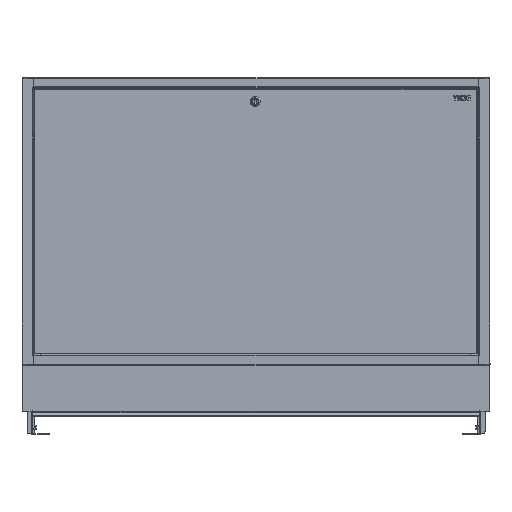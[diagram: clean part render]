
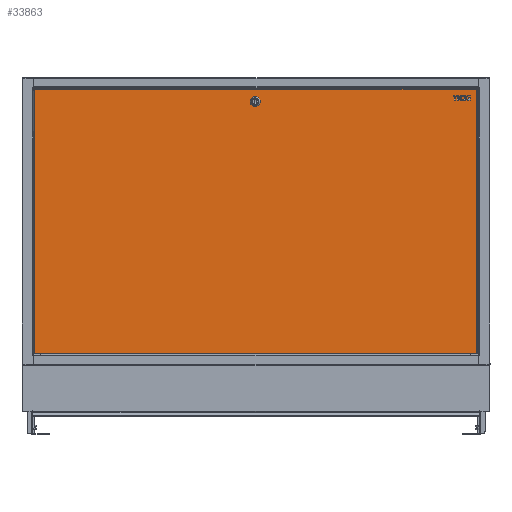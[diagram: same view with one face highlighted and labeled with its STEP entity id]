
A CAD part, top view. The second image highlights one B-rep face of the part: STEP entity #33863.
In plain terms, the highlighted face is planar.
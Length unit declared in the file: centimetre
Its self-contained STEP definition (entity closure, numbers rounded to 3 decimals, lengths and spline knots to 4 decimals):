
#4444=CIRCLE('',#35633,0.2);
#4450=CIRCLE('',#35641,0.2);
#4451=CIRCLE('',#35642,0.2);
#4452=CIRCLE('',#35643,0.2);
#4453=CIRCLE('',#35644,1.);
#4454=CIRCLE('',#35645,1.);
#6096=VERTEX_POINT('',#46604);
#6098=VERTEX_POINT('',#46614);
#6126=VERTEX_POINT('',#46724);
#6138=VERTEX_POINT('',#46752);
#6139=VERTEX_POINT('',#46754);
#6140=VERTEX_POINT('',#46756);
#6141=VERTEX_POINT('',#46758);
#6142=VERTEX_POINT('',#46760);
#6143=VERTEX_POINT('',#46762);
#6144=VERTEX_POINT('',#46764);
#6145=VERTEX_POINT('',#46767);
#6146=VERTEX_POINT('',#46768);
#6147=VERTEX_POINT('',#46770);
#6148=VERTEX_POINT('',#46772);
#9137=VECTOR('',#38668,1.);
#9169=VECTOR('',#38773,1.);
#9170=VECTOR('',#38774,1.);
#9171=VECTOR('',#38777,1.);
#9172=VECTOR('',#38780,1.);
#9173=VECTOR('',#38781,1.);
#9174=VECTOR('',#38786,1.);
#9175=VECTOR('',#38789,1.);
#12613=LINE('',#46613,#9137);
#12645=LINE('',#46751,#9169);
#12646=LINE('',#46753,#9170);
#12647=LINE('',#46757,#9171);
#12648=LINE('',#46761,#9172);
#12649=LINE('',#46763,#9173);
#12650=LINE('',#46769,#9174);
#12651=LINE('',#46773,#9175);
#16217=EDGE_CURVE('',#6096,#6098,#12613,.T.);
#16261=EDGE_CURVE('',#6096,#6126,#4444,.T.);
#16274=EDGE_CURVE('',#6138,#6126,#12645,.T.);
#16275=EDGE_CURVE('',#6139,#6138,#12646,.T.);
#16276=EDGE_CURVE('',#6139,#6140,#4450,.T.);
#16277=EDGE_CURVE('',#6141,#6140,#12647,.T.);
#16278=EDGE_CURVE('',#6141,#6142,#4451,.T.);
#16279=EDGE_CURVE('',#6143,#6142,#12648,.T.);
#16280=EDGE_CURVE('',#6144,#6143,#12649,.T.);
#16281=EDGE_CURVE('',#6144,#6098,#4452,.T.);
#16282=EDGE_CURVE('',#6145,#6146,#4453,.T.);
#16283=EDGE_CURVE('',#6147,#6145,#12650,.T.);
#16284=EDGE_CURVE('',#6148,#6147,#4454,.T.);
#16285=EDGE_CURVE('',#6146,#6148,#12651,.T.);
#21246=ORIENTED_EDGE('',*,*,#16217,.F.);
#21247=ORIENTED_EDGE('',*,*,#16261,.T.);
#21248=ORIENTED_EDGE('',*,*,#16274,.F.);
#21249=ORIENTED_EDGE('',*,*,#16275,.F.);
#21250=ORIENTED_EDGE('',*,*,#16276,.T.);
#21251=ORIENTED_EDGE('',*,*,#16277,.F.);
#21252=ORIENTED_EDGE('',*,*,#16278,.T.);
#21253=ORIENTED_EDGE('',*,*,#16279,.F.);
#21254=ORIENTED_EDGE('',*,*,#16280,.F.);
#21255=ORIENTED_EDGE('',*,*,#16281,.T.);
#21256=ORIENTED_EDGE('',*,*,#16282,.F.);
#21257=ORIENTED_EDGE('',*,*,#16283,.F.);
#21258=ORIENTED_EDGE('',*,*,#16284,.F.);
#21259=ORIENTED_EDGE('',*,*,#16285,.F.);
#29747=EDGE_LOOP('',(#21246,#21247,#21248,#21249,#21250,#21251,#21252,#21253,
#21254,#21255));
#29748=EDGE_LOOP('',(#21256,#21257,#21258,#21259));
#31819=FACE_BOUND('',#29747,.T.);
#31820=FACE_BOUND('',#29748,.T.);
#33863=ADVANCED_FACE('',(#31819,#31820),#56641,.F.);
#35633=AXIS2_PLACEMENT_3D('',#46725,#38752,#38753);
#35640=AXIS2_PLACEMENT_3D('',#46750,#38772,$);
#35641=AXIS2_PLACEMENT_3D('',#46755,#38775,#38776);
#35642=AXIS2_PLACEMENT_3D('',#46759,#38778,#38779);
#35643=AXIS2_PLACEMENT_3D('',#46765,#38782,#38783);
#35644=AXIS2_PLACEMENT_3D('',#46766,#38784,#38785);
#35645=AXIS2_PLACEMENT_3D('',#46771,#38787,#38788);
#38668=DIRECTION('',(1.,0.,0.));
#38752=DIRECTION('',(0.,0.,1.));
#38753=DIRECTION('',(0.2,0.,0.));
#38772=DIRECTION('',(0.,0.,1.));
#38773=DIRECTION('',(1.,0.,0.));
#38774=DIRECTION('',(0.,-1.,0.));
#38775=DIRECTION('',(0.,0.,1.));
#38776=DIRECTION('',(0.2,0.,0.));
#38777=DIRECTION('',(-1.,0.,0.));
#38778=DIRECTION('',(0.,0.,1.));
#38779=DIRECTION('',(0.2,0.,0.));
#38780=DIRECTION('',(0.,1.,0.));
#38781=DIRECTION('',(1.,0.,0.));
#38782=DIRECTION('',(0.,0.,1.));
#38783=DIRECTION('',(0.2,0.,0.));
#38784=DIRECTION('',(0.,0.,-1.));
#38785=DIRECTION('',(1.,0.,0.));
#38786=DIRECTION('',(0.,1.,0.));
#38787=DIRECTION('',(0.,0.,-1.));
#38788=DIRECTION('',(1.,0.,0.));
#38789=DIRECTION('',(0.,-1.,0.));
#46604=CARTESIAN_POINT('',(3.1936,2.75,0.));
#46613=CARTESIAN_POINT('',(50.55,2.75,0.));
#46614=CARTESIAN_POINT('',(97.9064,2.75,0.));
#46724=CARTESIAN_POINT('',(2.8,2.7,0.));
#46725=CARTESIAN_POINT('',(3.,2.7,0.));
#46750=CARTESIAN_POINT('',(50.55,31.9138,0.));
#46751=CARTESIAN_POINT('',(0.3,2.7,0.));
#46752=CARTESIAN_POINT('',(1.85,2.7,0.));
#46753=CARTESIAN_POINT('',(1.85,31.8819,0.));
#46754=CARTESIAN_POINT('',(1.85,60.8677,0.));
#46755=CARTESIAN_POINT('',(1.7,61.,0.));
#46756=CARTESIAN_POINT('',(1.8937,60.95,0.));
#46757=CARTESIAN_POINT('',(50.55,60.95,0.));
#46758=CARTESIAN_POINT('',(99.2064,60.95,0.));
#46759=CARTESIAN_POINT('',(99.4,61.,0.));
#46760=CARTESIAN_POINT('',(99.25,60.8677,0.));
#46761=CARTESIAN_POINT('',(99.25,31.8819,0.));
#46762=CARTESIAN_POINT('',(99.25,2.7,0.));
#46763=CARTESIAN_POINT('',(98.1,2.7,0.));
#46764=CARTESIAN_POINT('',(98.3,2.7,0.));
#46765=CARTESIAN_POINT('',(98.1,2.7,0.));
#46766=CARTESIAN_POINT('',(50.55,58.28,0.));
#46767=CARTESIAN_POINT('',(49.7,58.8068,0.));
#46768=CARTESIAN_POINT('',(51.4,58.8068,0.));
#46769=CARTESIAN_POINT('',(49.7,57.7532,0.));
#46770=CARTESIAN_POINT('',(49.7,57.7532,0.));
#46771=CARTESIAN_POINT('',(50.55,58.28,0.));
#46772=CARTESIAN_POINT('',(51.4,57.7532,0.));
#46773=CARTESIAN_POINT('',(51.4,58.8068,0.));
#56641=PLANE('',#35640);
